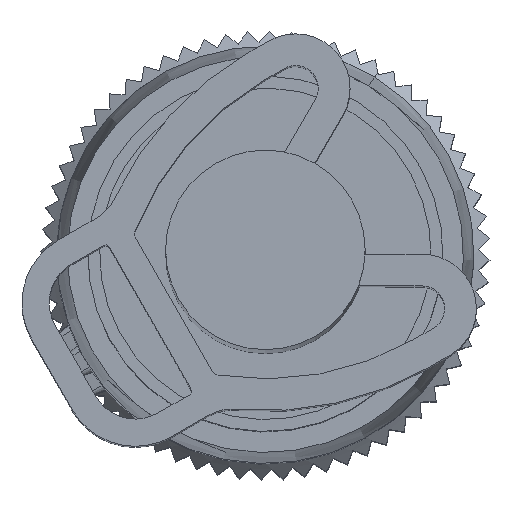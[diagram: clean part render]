
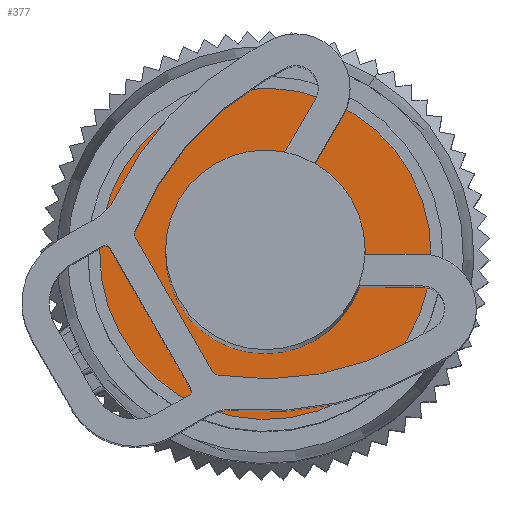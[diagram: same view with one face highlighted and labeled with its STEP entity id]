
A CAD part, top view. The second image highlights one B-rep face of the part: STEP entity #377.
In plain terms, the highlighted planar face has unit normal (0, 0, 1).
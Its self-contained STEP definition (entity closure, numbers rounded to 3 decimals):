
#305=AXIS2_PLACEMENT_3D('Plane Axis2P3D',#302,#303,#304) ;
#313=AXIS2_PLACEMENT_3D('Circle Axis2P3D',#311,#312,$) ;
#322=AXIS2_PLACEMENT_3D('Circle Axis2P3D',#320,#321,$) ;
#302=CARTESIAN_POINT('Axis2P3D Location',(2.196,3.136,37.3)) ;
#311=CARTESIAN_POINT('Axis2P3D Location',(5.366,4.954,37.3)) ;
#315=CARTESIAN_POINT('Vertex',(3.456,1.839,37.3)) ;
#317=CARTESIAN_POINT('Vertex',(7.275,8.068,37.3)) ;
#320=CARTESIAN_POINT('Axis2P3D Location',(5.366,4.954,37.3)) ;
#303=DIRECTION('Axis2P3D Direction',(0.,0.,1.)) ;
#304=DIRECTION('Axis2P3D XDirection',(-0.867,-0.497,0.)) ;
#312=DIRECTION('Axis2P3D Direction',(0.,0.,1.)) ;
#321=DIRECTION('Axis2P3D Direction',(0.,0.,1.)) ;
#374=ORIENTED_EDGE('',*,*,#319,.T.) ;
#375=ORIENTED_EDGE('',*,*,#324,.T.) ;
#377=ADVANCED_FACE('Hauptkoerper',(#376),#306,.T.) ;
#314=CIRCLE('generated circle',#313,3.654) ;
#323=CIRCLE('generated circle',#322,3.654) ;
#319=EDGE_CURVE('',#316,#318,#314,.T.) ;
#324=EDGE_CURVE('',#318,#316,#323,.T.) ;
#373=EDGE_LOOP('',(#374,#375)) ;
#376=FACE_OUTER_BOUND('',#373,.T.) ;
#306=PLANE('',#305) ;
#316=VERTEX_POINT('',#315) ;
#318=VERTEX_POINT('',#317) ;
